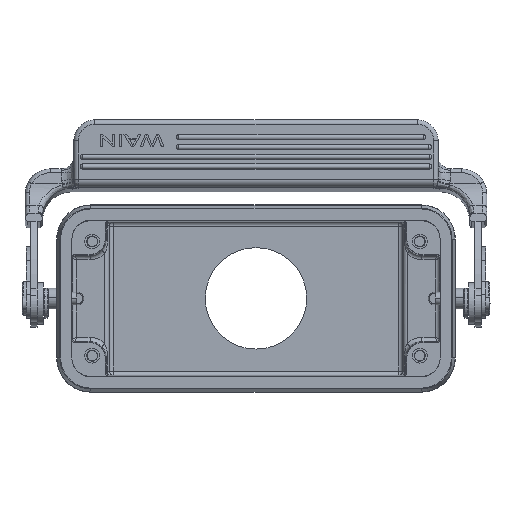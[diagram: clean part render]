
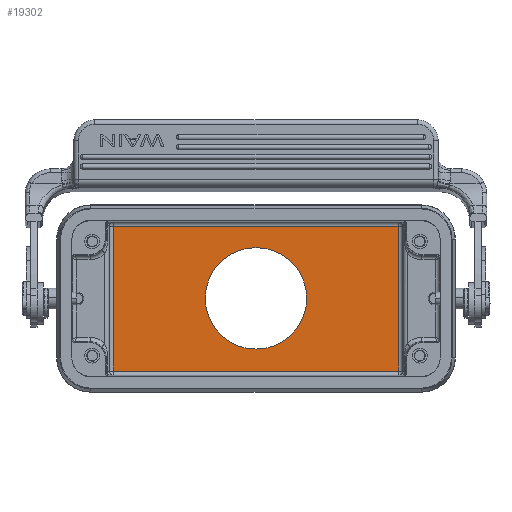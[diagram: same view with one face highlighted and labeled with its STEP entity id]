
A CAD part, front view. The second image highlights one B-rep face of the part: STEP entity #19302.
In plain terms, the highlighted planar face has unit normal (0, -1, 0).
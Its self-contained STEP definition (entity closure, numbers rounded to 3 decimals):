
#873=DIRECTION('',(1.,0.,0.));
#874=VECTOR('',#873,67.5);
#875=CARTESIAN_POINT('',(-33.75,42.,-17.142));
#876=LINE('',#875,#874);
#892=DIRECTION('',(0.,0.,-1.));
#893=VECTOR('',#892,34.284);
#894=CARTESIAN_POINT('',(-33.75,42.,17.142));
#895=LINE('',#894,#893);
#1147=DIRECTION('',(-1.,0.,0.));
#1148=VECTOR('',#1147,67.5);
#1149=CARTESIAN_POINT('',(33.75,42.,17.142));
#1150=LINE('',#1149,#1148);
#1155=CARTESIAN_POINT('',(0.,42.,0.049));
#1156=DIRECTION('',(0.,-1.,0.));
#1157=DIRECTION('',(1.,0.,0.));
#1158=AXIS2_PLACEMENT_3D('',#1155,#1156,#1157);
#1160=CARTESIAN_POINT('',(0.,42.,0.049));
#1161=DIRECTION('',(0.,-1.,0.));
#1162=DIRECTION('',(-1.,0.,0.));
#1163=AXIS2_PLACEMENT_3D('',#1160,#1161,#1162);
#1169=DIRECTION('',(0.,0.,1.));
#1170=VECTOR('',#1169,34.284);
#1171=CARTESIAN_POINT('',(33.75,42.,-17.142));
#1172=LINE('',#1171,#1170);
#14591=CARTESIAN_POINT('',(-33.75,42.,-17.142));
#14592=VERTEX_POINT('',#14591);
#14593=CARTESIAN_POINT('',(33.75,42.,-17.142));
#14594=VERTEX_POINT('',#14593);
#14597=CARTESIAN_POINT('',(-33.75,42.,17.142));
#14599=VERTEX_POINT('',#14597);
#14674=CARTESIAN_POINT('',(33.75,42.,17.142));
#14675=VERTEX_POINT('',#14674);
#17740=CARTESIAN_POINT('',(12.,42.,0.049));
#17741=CARTESIAN_POINT('',(-12.,42.,0.049));
#17742=VERTEX_POINT('',#17740);
#17743=VERTEX_POINT('',#17741);
#19284=CARTESIAN_POINT('',(43.75,42.,-18.5));
#19285=DIRECTION('',(0.,1.,0.));
#19286=DIRECTION('',(-1.,0.,0.));
#19287=AXIS2_PLACEMENT_3D('',#19284,#19285,#19286);
#19288=PLANE('',#19287);
#19289=ORIENTED_EDGE('',*,*,#19275,.F.);
#19291=ORIENTED_EDGE('',*,*,#19290,.F.);
#19292=ORIENTED_EDGE('',*,*,#18809,.F.);
#19293=ORIENTED_EDGE('',*,*,#18836,.F.);
#19294=EDGE_LOOP('',(#19289,#19291,#19292,#19293));
#19295=FACE_OUTER_BOUND('',#19294,.F.);
#19297=ORIENTED_EDGE('',*,*,#19296,.T.);
#19299=ORIENTED_EDGE('',*,*,#19298,.T.);
#19300=EDGE_LOOP('',(#19297,#19299));
#19301=FACE_BOUND('',#19300,.F.);
#19302=ADVANCED_FACE('',(#19295,#19301),#19288,.F.);
#1159=CIRCLE('',#1158,12.);
#1164=CIRCLE('',#1163,12.);
#18809=EDGE_CURVE('',#14592,#14594,#876,.T.);
#18836=EDGE_CURVE('',#14599,#14592,#895,.T.);
#19275=EDGE_CURVE('',#14675,#14599,#1150,.T.);
#19290=EDGE_CURVE('',#14594,#14675,#1172,.T.);
#19296=EDGE_CURVE('',#17742,#17743,#1159,.T.);
#19298=EDGE_CURVE('',#17743,#17742,#1164,.T.);
